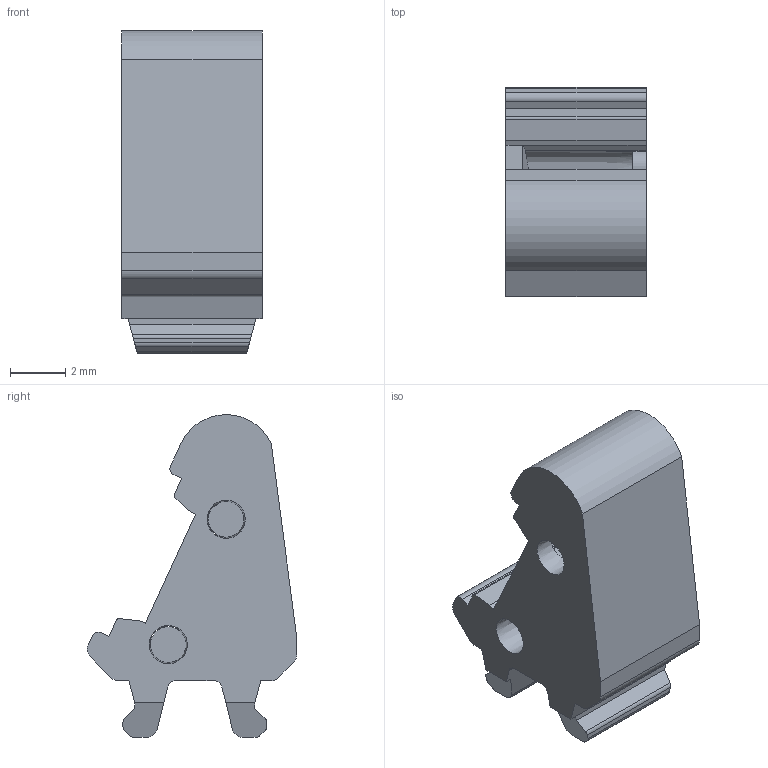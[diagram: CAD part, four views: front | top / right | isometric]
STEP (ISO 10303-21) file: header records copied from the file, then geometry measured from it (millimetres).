
FILE_DESCRIPTION(('CATIA V5R24 STEP','CAx-IF Rec.Pracs.--- Model Styling and Organization---1.2---2011-12-15'),'2;1');
FILE_NAME ('D1456539_0', '2017-07-25T08:07:12+00:00', ('Weidmueller Interface'), ('Weidmueller'), 'CATIA Version 5-6 Release 2014 SP4 HF52', 'CATIA V5 STEP AP214', 'none');
FILE_SCHEMA(('AUTOMOTIVE_DESIGN { 1 0 10303 214 1 1 1 1 }'));
Length unit declared in the file: millimetre
Products named in the file (1): v5-standard_part
Bounding box: 5.08 x 7.58 x 11.68 mm (x, y, z)
Volume: 182 mm3; surface area: 365.9 mm2
Topology: 1 solids, 1 shells, 86 faces, 239 edges, 155 vertices
Faces by surface type: plane 52, cylinder 26, cone 8
Entity records: 2887 total; most frequent: CARTESIAN_POINT 762, ORIENTED_EDGE 478, DIRECTION 359, EDGE_CURVE 239, VECTOR 164, LINE 164, VERTEX_POINT 155, AXIS2_PLACEMENT_3D 123
